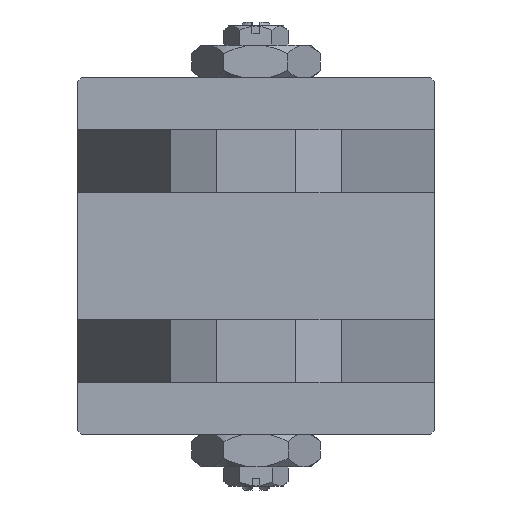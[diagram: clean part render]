
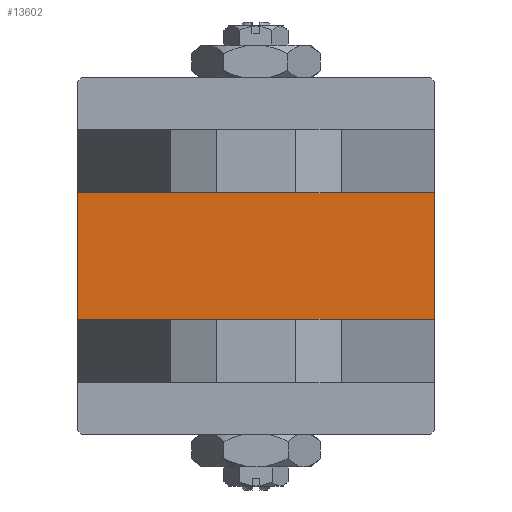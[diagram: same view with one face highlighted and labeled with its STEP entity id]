
A CAD part, left-side view. The second image highlights one B-rep face of the part: STEP entity #13602.
In plain terms, the highlighted planar face has unit normal (-1, 0, 0).
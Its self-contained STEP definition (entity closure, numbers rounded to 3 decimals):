
#108 = VERTEX_POINT ( 'NONE', #46021 ) ;
#711 = VERTEX_POINT ( 'NONE', #11306 ) ;
#5361 = CARTESIAN_POINT ( 'NONE',  ( 0., 22.5, 22.5 ) ) ;
#7705 = CARTESIAN_POINT ( 'NONE',  ( 0., 8., 22.5 ) ) ;
#8965 = LINE ( 'NONE', #5361, #9666 ) ;
#9666 = VECTOR ( 'NONE', #33620, 1000. ) ;
#11306 = CARTESIAN_POINT ( 'NONE',  ( 0., 8., -22.5 ) ) ;
#11557 = PLANE ( 'NONE',  #28294 ) ;
#11920 = ORIENTED_EDGE ( 'NONE', *, *, #31761, .T. ) ;
#12188 = LINE ( 'NONE', #21305, #37493 ) ;
#13602 = ADVANCED_FACE ( 'NONE', ( #49489 ), #11557, .T. ) ;
#15065 = DIRECTION ( 'NONE',  ( 0., -1., 0. ) ) ;
#15686 = EDGE_CURVE ( 'NONE', #45085, #108, #8965, .T. ) ;
#16994 = CARTESIAN_POINT ( 'NONE',  ( 0., -8., 22.5 ) ) ;
#18840 = LINE ( 'NONE', #16994, #35467 ) ;
#19570 = EDGE_CURVE ( 'NONE', #108, #34133, #18840, .T. ) ;
#21305 = CARTESIAN_POINT ( 'NONE',  ( 0., 8., 22.5 ) ) ;
#23741 = CARTESIAN_POINT ( 'NONE',  ( 0., 0., 0. ) ) ;
#24034 = ORIENTED_EDGE ( 'NONE', *, *, #19570, .F. ) ;
#24044 = ORIENTED_EDGE ( 'NONE', *, *, #48383, .T. ) ;
#28294 = AXIS2_PLACEMENT_3D ( 'NONE', #23741, #28454, #36760 ) ;
#28454 = DIRECTION ( 'NONE',  ( -1., 0., 0. ) ) ;
#30903 = EDGE_LOOP ( 'NONE', ( #24044, #24034, #45787, #11920 ) ) ;
#31761 = EDGE_CURVE ( 'NONE', #45085, #711, #12188, .T. ) ;
#33620 = DIRECTION ( 'NONE',  ( 0., -1., 0. ) ) ;
#34133 = VERTEX_POINT ( 'NONE', #47743 ) ;
#35467 = VECTOR ( 'NONE', #35722, 1000. ) ;
#35722 = DIRECTION ( 'NONE',  ( 0., 0., -1. ) ) ;
#36760 = DIRECTION ( 'NONE',  ( 0., 0., 1. ) ) ;
#37493 = VECTOR ( 'NONE', #54541, 1000. ) ;
#40698 = VECTOR ( 'NONE', #15065, 1000. ) ;
#41351 = CARTESIAN_POINT ( 'NONE',  ( 0., 22.5, -22.5 ) ) ;
#45085 = VERTEX_POINT ( 'NONE', #7705 ) ;
#45216 = LINE ( 'NONE', #41351, #40698 ) ;
#45787 = ORIENTED_EDGE ( 'NONE', *, *, #15686, .F. ) ;
#46021 = CARTESIAN_POINT ( 'NONE',  ( 0., -8., 22.5 ) ) ;
#47743 = CARTESIAN_POINT ( 'NONE',  ( 0., -8., -22.5 ) ) ;
#48383 = EDGE_CURVE ( 'NONE', #711, #34133, #45216, .T. ) ;
#49489 = FACE_OUTER_BOUND ( 'NONE', #30903, .T. ) ;
#54541 = DIRECTION ( 'NONE',  ( 0., 0., -1. ) ) ;
